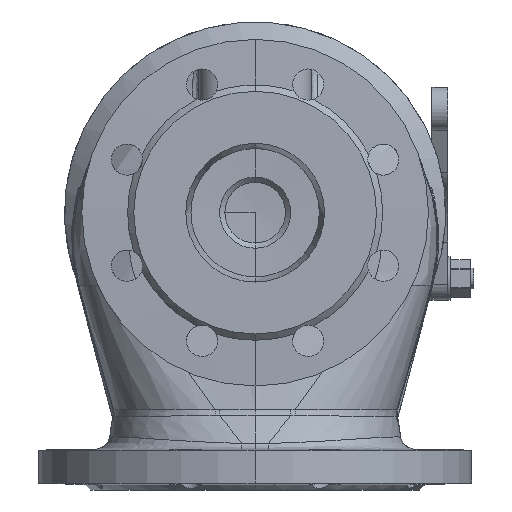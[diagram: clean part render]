
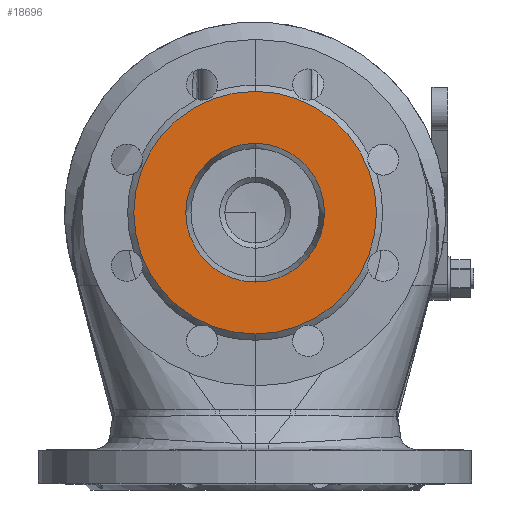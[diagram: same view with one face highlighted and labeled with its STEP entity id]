
A CAD part, front view. The second image highlights one B-rep face of the part: STEP entity #18696.
In plain terms, the highlighted planar face has unit normal (0, -1, 0).
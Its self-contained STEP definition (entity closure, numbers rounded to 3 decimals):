
#5436=CARTESIAN_POINT('',(0.,-195.,0.));
#5437=DIRECTION('',(0.,1.,0.));
#5438=DIRECTION('',(0.,0.,-1.));
#5439=AXIS2_PLACEMENT_3D('',#5436,#5437,#5438);
#5445=CARTESIAN_POINT('',(0.,-195.,0.));
#5446=DIRECTION('',(0.,-1.,0.));
#5447=DIRECTION('',(0.,0.,-1.));
#5448=AXIS2_PLACEMENT_3D('',#5445,#5446,#5447);
#5466=CARTESIAN_POINT('',(0.,-195.,0.));
#5467=DIRECTION('',(0.,-1.,0.));
#5468=DIRECTION('',(0.,0.,-1.));
#5469=AXIS2_PLACEMENT_3D('',#5466,#5467,#5468);
#6141=CARTESIAN_POINT('',(0.,-195.,0.));
#6142=DIRECTION('',(0.,-1.,0.));
#6143=DIRECTION('',(0.,0.,1.));
#6144=AXIS2_PLACEMENT_3D('',#6141,#6142,#6143);
#7776=CARTESIAN_POINT('',(0.,-195.,-40.));
#7777=CARTESIAN_POINT('',(0.,-195.,40.));
#7778=VERTEX_POINT('',#7776);
#7779=VERTEX_POINT('',#7777);
#7780=CARTESIAN_POINT('',(0.,-195.,-70.));
#7781=CARTESIAN_POINT('',(0.,-195.,70.));
#7782=VERTEX_POINT('',#7780);
#7783=VERTEX_POINT('',#7781);
#18681=CARTESIAN_POINT('',(0.,-195.,0.));
#18682=DIRECTION('',(0.,-1.,0.));
#18683=DIRECTION('',(0.,0.,1.));
#18684=AXIS2_PLACEMENT_3D('',#18681,#18682,#18683);
#18685=PLANE('',#18684);
#18687=ORIENTED_EDGE('',*,*,#18686,.F.);
#18689=ORIENTED_EDGE('',*,*,#18688,.F.);
#18690=EDGE_LOOP('',(#18687,#18689));
#18691=FACE_OUTER_BOUND('',#18690,.F.);
#18692=ORIENTED_EDGE('',*,*,#18663,.T.);
#18693=ORIENTED_EDGE('',*,*,#18648,.F.);
#18694=EDGE_LOOP('',(#18692,#18693));
#18695=FACE_BOUND('',#18694,.F.);
#18696=ADVANCED_FACE('',(#18691,#18695),#18685,.T.);
#5440=CIRCLE('',#5439,40.);
#5449=CIRCLE('',#5448,40.);
#5470=CIRCLE('',#5469,70.);
#6145=CIRCLE('',#6144,70.);
#18648=EDGE_CURVE('',#7778,#7779,#5440,.T.);
#18663=EDGE_CURVE('',#7778,#7779,#5449,.T.);
#18686=EDGE_CURVE('',#7782,#7783,#5470,.T.);
#18688=EDGE_CURVE('',#7783,#7782,#6145,.T.);
